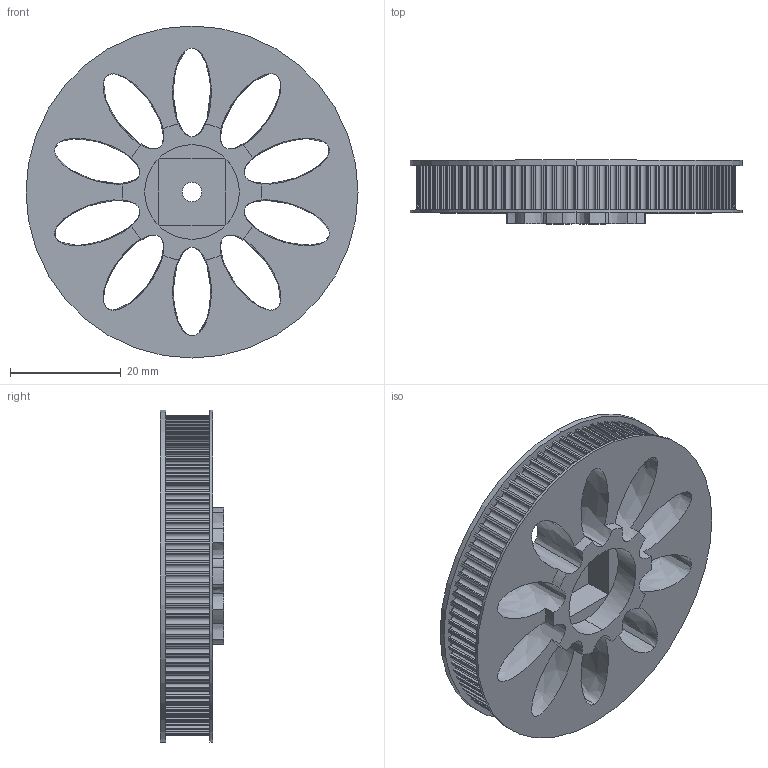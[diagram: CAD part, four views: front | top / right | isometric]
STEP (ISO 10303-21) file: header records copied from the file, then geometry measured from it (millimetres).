
FILE_DESCRIPTION (( 'STEP AP214' ), '1' );
FILE_NAME ('J4pully.STEP', '2025-02-15T10:24:07', ( '' ), ( '' ), 'SwSTEP 2.0', 'SolidWorks 2023', '' );
FILE_SCHEMA (( 'AUTOMOTIVE_DESIGN' ));
Length unit declared in the file: millimetre
Products named in the file (1): J4pully
Bounding box: 60 x 11.5 x 60 mm (x, y, z)
Volume: 15078.5 mm3; surface area: 11628.7 mm2
Topology: 1 solids, 1 shells, 564 faces, 1696 edges, 1128 vertices
Faces by surface type: plane 386, cylinder 158, bspline 20
Entity records: 19083 total; most frequent: CARTESIAN_POINT 3709, ORIENTED_EDGE 3392, DIRECTION 3046, EDGE_CURVE 1696, LINE 1316, VECTOR 1316, VERTEX_POINT 1128, AXIS2_PLACEMENT_3D 865
